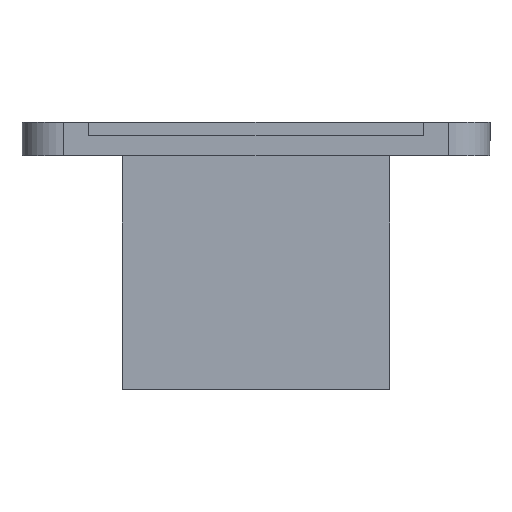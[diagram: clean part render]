
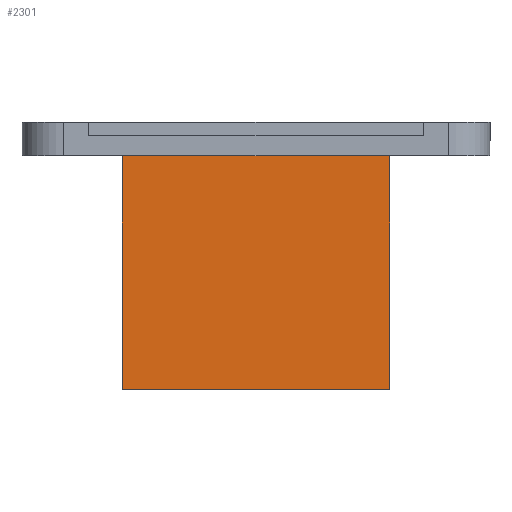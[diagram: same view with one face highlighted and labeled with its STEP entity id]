
A CAD part, front view. The second image highlights one B-rep face of the part: STEP entity #2301.
In plain terms, the highlighted planar face has unit normal (0, -1, 0).
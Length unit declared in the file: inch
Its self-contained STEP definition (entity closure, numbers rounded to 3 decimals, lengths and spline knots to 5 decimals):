
#49 = DIRECTION ( 'NONE',  ( 0., -1., 0. ) ) ;
#111 = VECTOR ( 'NONE', #3111, 39.37008 ) ;
#113 = AXIS2_PLACEMENT_3D ( 'NONE', #426, #49, #2617 ) ;
#329 = LINE ( 'NONE', #1726, #111 ) ;
#426 = CARTESIAN_POINT ( 'NONE',  ( -1.001, -0.501, -2. ) ) ;
#866 = CARTESIAN_POINT ( 'NONE',  ( 0., -0.501, -0.25 ) ) ;
#1258 = CARTESIAN_POINT ( 'NONE',  ( -1.001, -0.501, -2. ) ) ;
#1331 = ORIENTED_EDGE ( 'NONE', *, *, #1580, .T. ) ;
#1395 = CARTESIAN_POINT ( 'NONE',  ( 1.001, -0.501, -0.25 ) ) ;
#1398 = CARTESIAN_POINT ( 'NONE',  ( -1.001, -0.501, -2. ) ) ;
#1518 = LINE ( 'NONE', #1901, #3455 ) ;
#1580 = EDGE_CURVE ( 'NONE', #2929, #1979, #329, .T. ) ;
#1593 = PLANE ( 'NONE',  #113 ) ;
#1602 = EDGE_CURVE ( 'NONE', #3195, #1759, #1518, .T. ) ;
#1686 = ORIENTED_EDGE ( 'NONE', *, *, #1602, .F. ) ;
#1726 = CARTESIAN_POINT ( 'NONE',  ( 1.001, -0.501, -2. ) ) ;
#1759 = VERTEX_POINT ( 'NONE', #3039 ) ;
#1853 = LINE ( 'NONE', #866, #2659 ) ;
#1901 = CARTESIAN_POINT ( 'NONE',  ( -1.001, -0.501, -2. ) ) ;
#1979 = VERTEX_POINT ( 'NONE', #1395 ) ;
#2225 = EDGE_CURVE ( 'NONE', #1979, #1759, #1853, .T. ) ;
#2301 = ADVANCED_FACE ( 'NONE', ( #3627 ), #1593, .T. ) ;
#2435 = EDGE_CURVE ( 'NONE', #3195, #2929, #3108, .T. ) ;
#2539 = DIRECTION ( 'NONE',  ( 0., 0., 1. ) ) ;
#2617 = DIRECTION ( 'NONE',  ( 0., 0., -1. ) ) ;
#2657 = EDGE_LOOP ( 'NONE', ( #1331, #3909, #1686, #3948 ) ) ;
#2659 = VECTOR ( 'NONE', #3636, 39.37008 ) ;
#2929 = VERTEX_POINT ( 'NONE', #3168 ) ;
#3039 = CARTESIAN_POINT ( 'NONE',  ( -1.001, -0.501, -0.25 ) ) ;
#3108 = LINE ( 'NONE', #1398, #4184 ) ;
#3111 = DIRECTION ( 'NONE',  ( 0., 0., 1. ) ) ;
#3168 = CARTESIAN_POINT ( 'NONE',  ( 1.001, -0.501, -2. ) ) ;
#3195 = VERTEX_POINT ( 'NONE', #1258 ) ;
#3455 = VECTOR ( 'NONE', #2539, 39.37008 ) ;
#3627 = FACE_OUTER_BOUND ( 'NONE', #2657, .T. ) ;
#3636 = DIRECTION ( 'NONE',  ( -1., 0., 0. ) ) ;
#3909 = ORIENTED_EDGE ( 'NONE', *, *, #2225, .T. ) ;
#3948 = ORIENTED_EDGE ( 'NONE', *, *, #2435, .T. ) ;
#4176 = DIRECTION ( 'NONE',  ( 1., 0., 0. ) ) ;
#4184 = VECTOR ( 'NONE', #4176, 39.37008 ) ;
